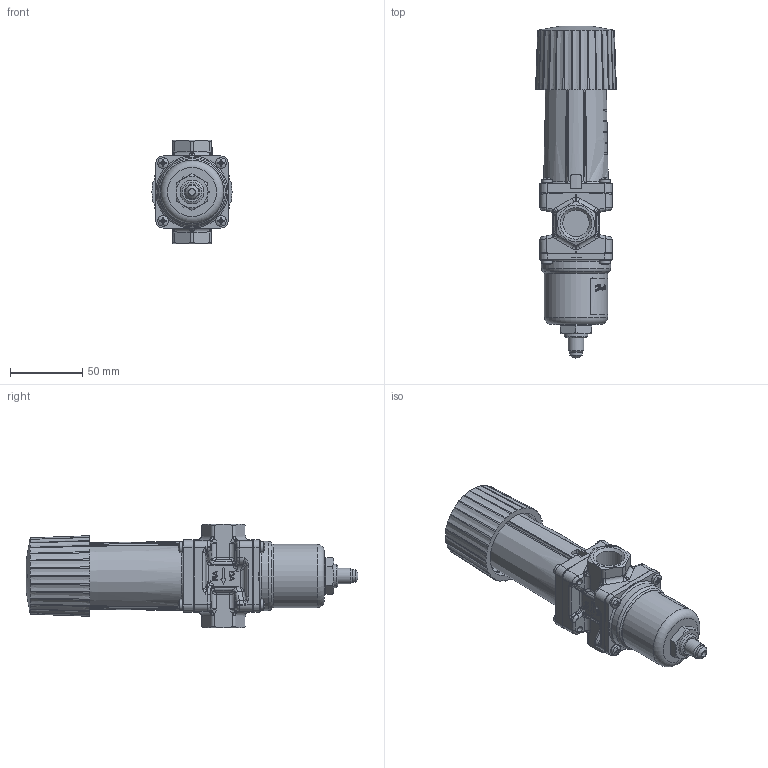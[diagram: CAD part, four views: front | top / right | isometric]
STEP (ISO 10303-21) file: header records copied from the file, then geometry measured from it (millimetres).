
FILE_DESCRIPTION((''),'2;1');
FILE_NAME('WEB003N6006.step','2014-10-17T13:25:02',(''),(''),'Autodesk Inventor 2012','Autodesk Inventor 2012','');
FILE_SCHEMA(('AUTOMOTIVE_DESIGN { 1 2 10303 214 0 1 1 1 }'));
Length unit declared in the file: millimetre
Products named in the file (1): WEB003N6006
Bounding box: 56 x 229.85 x 72 mm (x, y, z)
Volume: 313669.6 mm3; surface area: 94003.6 mm2
Topology: 1 solids, 23 shells, 2140 faces, 5364 edges, 3328 vertices
Faces by surface type: bspline 761, plane 740, cylinder 344, cone 166, torus 114, sphere 15
Full cylindrical faces by diameter (mm): 2.5 x2, 3.3 x4, 3.9 x4, 4 x2, 4.23 x4, 4.5 x5, 5 x10, 5.8 x8, 5.9 x8, 6.7 x4, 7 x4, 7.5 x8, 7.95 x1, 8.95 x1, 9 x1, 9.9 x1, 10 x1, 11 x1, 11.9 x1, 12.2 x1, 14 x1, 14.9 x1, 15.94 x1, 16.2 x1, 16.5 x1, 17 x2, 17.01 x1, 17.2 x1, 18.32 x2, 40 x3
Entity records: 81150 total; most frequent: CARTESIAN_POINT 34894, ORIENTED_EDGE 9902, DIRECTION 7568, EDGE_CURVE 4951, VERTEX_POINT 3257, AXIS2_PLACEMENT_3D 2936, EDGE_LOOP 2582, FACE_OUTER_BOUND 2140
